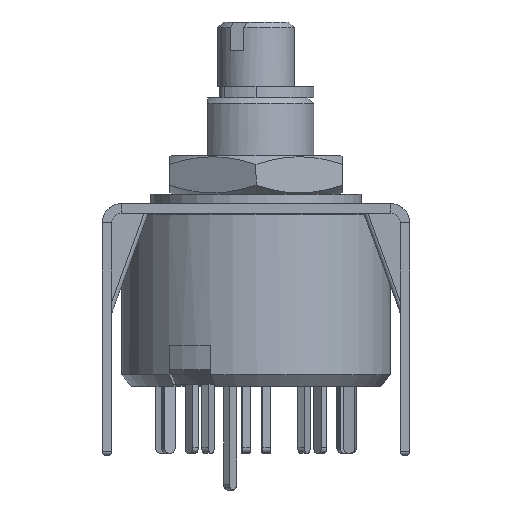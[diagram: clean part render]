
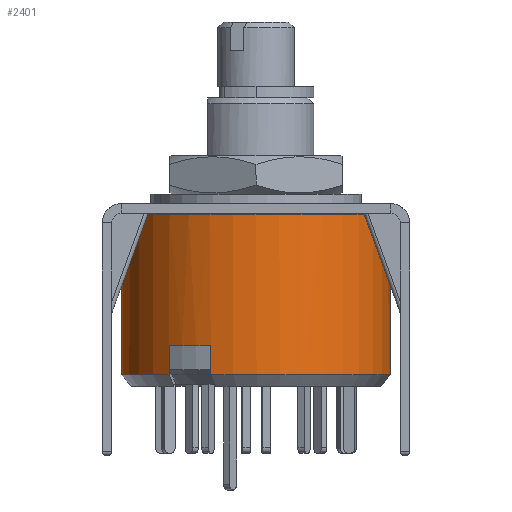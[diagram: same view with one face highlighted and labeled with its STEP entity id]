
A CAD part, front view. The second image highlights one B-rep face of the part: STEP entity #2401.
In plain terms, the highlighted cylindrical face has radius 7 mm (diameter 14 mm), a partial arc.
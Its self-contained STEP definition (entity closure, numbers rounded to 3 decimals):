
#431 = CIRCLE ( 'NONE', #4071, 7. ) ;
#489 = EDGE_CURVE ( 'NONE', #8746, #10861, #16744, .T. ) ;
#608 = CARTESIAN_POINT ( 'NONE',  ( -7., 0., 9. ) ) ;
#733 = VERTEX_POINT ( 'NONE', #16754 ) ;
#1043 = CARTESIAN_POINT ( 'NONE',  ( 0., 0., 9. ) ) ;
#1238 = CYLINDRICAL_SURFACE ( 'NONE', #14619, 7. ) ;
#1301 = VERTEX_POINT ( 'NONE', #16570 ) ;
#1383 = EDGE_CURVE ( 'NONE', #1301, #10861, #6626, .T. ) ;
#1446 = EDGE_CURVE ( 'NONE', #733, #6988, #431, .T. ) ;
#1729 = DIRECTION ( 'NONE',  ( 0., 0., -1. ) ) ;
#2342 = DIRECTION ( 'NONE',  ( 0., 0., -1. ) ) ;
#2401 = ADVANCED_FACE ( 'NONE', ( #12162 ), #1238, .T. ) ;
#2484 = ORIENTED_EDGE ( 'NONE', *, *, #8759, .F. ) ;
#2620 = AXIS2_PLACEMENT_3D ( 'NONE', #4175, #14675, #11296 ) ;
#2790 = DIRECTION ( 'NONE',  ( -1., 0., 0. ) ) ;
#3045 = ORIENTED_EDGE ( 'NONE', *, *, #1383, .F. ) ;
#3089 = CARTESIAN_POINT ( 'NONE',  ( -2.361, -6.59, 9. ) ) ;
#3136 = DIRECTION ( 'NONE',  ( 0., 0., -1. ) ) ;
#3388 = LINE ( 'NONE', #608, #16741 ) ;
#3683 = DIRECTION ( 'NONE',  ( 0., 0., -1. ) ) ;
#4071 = AXIS2_PLACEMENT_3D ( 'NONE', #10268, #2342, #2790 ) ;
#4175 = CARTESIAN_POINT ( 'NONE',  ( 0., 0., -7.4 ) ) ;
#4269 = EDGE_CURVE ( 'NONE', #7733, #13259, #5940, .T. ) ;
#4911 = CARTESIAN_POINT ( 'NONE',  ( 0., 0., -7.4 ) ) ;
#5255 = DIRECTION ( 'NONE',  ( 0., 0., 1. ) ) ;
#5362 = CIRCLE ( 'NONE', #13282, 7. ) ;
#5389 = CARTESIAN_POINT ( 'NONE',  ( -7., 0., 0.95 ) ) ;
#5427 = DIRECTION ( 'NONE',  ( 0., 0., -1. ) ) ;
#5702 = ORIENTED_EDGE ( 'NONE', *, *, #489, .T. ) ;
#5940 = LINE ( 'NONE', #14894, #13729 ) ;
#6341 = EDGE_CURVE ( 'NONE', #733, #1301, #14816, .T. ) ;
#6626 = CIRCLE ( 'NONE', #2620, 7. ) ;
#6811 = CARTESIAN_POINT ( 'NONE',  ( -2.361, -6.59, -7.4 ) ) ;
#6988 = VERTEX_POINT ( 'NONE', #5389 ) ;
#7166 = VERTEX_POINT ( 'NONE', #10918 ) ;
#7733 = VERTEX_POINT ( 'NONE', #13104 ) ;
#7803 = DIRECTION ( 'NONE',  ( -1., 0., 0. ) ) ;
#8295 = ORIENTED_EDGE ( 'NONE', *, *, #4269, .T. ) ;
#8361 = CIRCLE ( 'NONE', #16803, 7. ) ;
#8481 = CARTESIAN_POINT ( 'NONE',  ( -4.526, -5.34, -5.9 ) ) ;
#8746 = VERTEX_POINT ( 'NONE', #8944 ) ;
#8755 = ORIENTED_EDGE ( 'NONE', *, *, #1446, .T. ) ;
#8759 = EDGE_CURVE ( 'NONE', #7733, #7166, #5362, .T. ) ;
#8885 = DIRECTION ( 'NONE',  ( 1., 0., 0. ) ) ;
#8944 = CARTESIAN_POINT ( 'NONE',  ( -2.361, -6.59, -5.9 ) ) ;
#9565 = ORIENTED_EDGE ( 'NONE', *, *, #11326, .T. ) ;
#9688 = ORIENTED_EDGE ( 'NONE', *, *, #6341, .F. ) ;
#10268 = CARTESIAN_POINT ( 'NONE',  ( 0., 0., 0.95 ) ) ;
#10861 = VERTEX_POINT ( 'NONE', #6811 ) ;
#10918 = CARTESIAN_POINT ( 'NONE',  ( -7., 0., -7.4 ) ) ;
#11296 = DIRECTION ( 'NONE',  ( 1., 0., 0. ) ) ;
#11326 = EDGE_CURVE ( 'NONE', #13259, #8746, #8361, .T. ) ;
#11638 = EDGE_CURVE ( 'NONE', #6988, #7166, #3388, .T. ) ;
#12162 = FACE_OUTER_BOUND ( 'NONE', #15115, .T. ) ;
#12226 = DIRECTION ( 'NONE',  ( 0., 0., 1. ) ) ;
#13104 = CARTESIAN_POINT ( 'NONE',  ( -4.526, -5.34, -7.4 ) ) ;
#13259 = VERTEX_POINT ( 'NONE', #8481 ) ;
#13282 = AXIS2_PLACEMENT_3D ( 'NONE', #4911, #3683, #8885 ) ;
#13660 = ORIENTED_EDGE ( 'NONE', *, *, #11638, .T. ) ;
#13729 = VECTOR ( 'NONE', #12226, 1000. ) ;
#14299 = VECTOR ( 'NONE', #1729, 1000. ) ;
#14619 = AXIS2_PLACEMENT_3D ( 'NONE', #1043, #16901, #7803 ) ;
#14675 = DIRECTION ( 'NONE',  ( 0., 0., -1. ) ) ;
#14816 = LINE ( 'NONE', #15833, #15822 ) ;
#14894 = CARTESIAN_POINT ( 'NONE',  ( -4.526, -5.34, 9. ) ) ;
#15115 = EDGE_LOOP ( 'NONE', ( #9688, #8755, #13660, #2484, #8295, #9565, #5702, #3045 ) ) ;
#15570 = CARTESIAN_POINT ( 'NONE',  ( 0., 0., -5.9 ) ) ;
#15822 = VECTOR ( 'NONE', #5427, 1000. ) ;
#15823 = DIRECTION ( 'NONE',  ( -1., 0., 0. ) ) ;
#15833 = CARTESIAN_POINT ( 'NONE',  ( 7., 0., 9. ) ) ;
#16570 = CARTESIAN_POINT ( 'NONE',  ( 7., 0., -7.4 ) ) ;
#16741 = VECTOR ( 'NONE', #3136, 1000. ) ;
#16744 = LINE ( 'NONE', #3089, #14299 ) ;
#16754 = CARTESIAN_POINT ( 'NONE',  ( 7., 0., 0.95 ) ) ;
#16803 = AXIS2_PLACEMENT_3D ( 'NONE', #15570, #5255, #15823 ) ;
#16901 = DIRECTION ( 'NONE',  ( 0., 0., -1. ) ) ;
